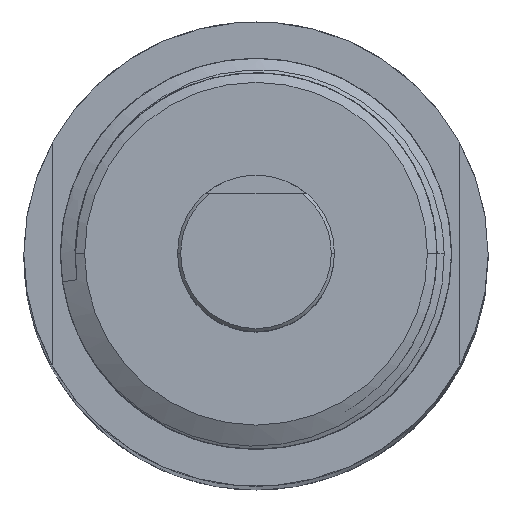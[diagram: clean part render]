
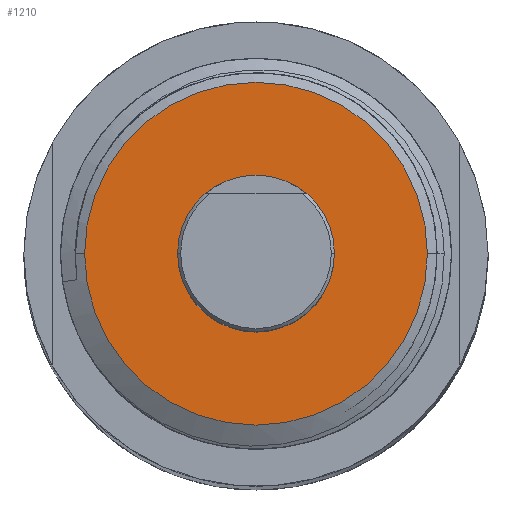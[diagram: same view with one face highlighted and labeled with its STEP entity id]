
A CAD part, top view. The second image highlights one B-rep face of the part: STEP entity #1210.
In plain terms, the highlighted planar face has unit normal (0, 0, 1).
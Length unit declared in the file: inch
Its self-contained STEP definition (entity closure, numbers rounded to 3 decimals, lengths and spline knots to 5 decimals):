
#60 = FACE_BOUND ( 'NONE', #1290, .T. ) ;
#61 = DIRECTION ( 'NONE',  ( -1., 0., 0. ) ) ;
#62 = DIRECTION ( 'NONE',  ( 0., 0., -1. ) ) ;
#63 = CARTESIAN_POINT ( 'NONE',  ( 0., 0., 0.28 ) ) ;
#64 = AXIS2_PLACEMENT_3D ( 'NONE', #63, #62, #61 ) ;
#65 = CIRCLE ( 'NONE', #64, 0.125 ) ;
#66 = FACE_OUTER_BOUND ( 'NONE', #938, .T. ) ;
#96 = DIRECTION ( 'NONE',  ( -1., 0., 0. ) ) ;
#97 = DIRECTION ( 'NONE',  ( 0., 0., -1. ) ) ;
#98 = CARTESIAN_POINT ( 'NONE',  ( 0.3125, 0., 0.28 ) ) ;
#99 = AXIS2_PLACEMENT_3D ( 'NONE', #98, #97, #96 ) ;
#100 = PLANE ( 'NONE',  #99 ) ;
#304 = EDGE_CURVE ( 'NONE', #305, #306, #1233, .T. ) ;
#305 = VERTEX_POINT ( 'NONE', #1225 ) ;
#306 = VERTEX_POINT ( 'NONE', #1224 ) ;
#425 = VERTEX_POINT ( 'NONE', #1413 ) ;
#427 = EDGE_CURVE ( 'NONE', #428, #425, #1412, .T. ) ;
#428 = VERTEX_POINT ( 'NONE', #1407 ) ;
#938 = EDGE_LOOP ( 'NONE', ( #1288, #1289 ) ) ;
#950 = EDGE_CURVE ( 'NONE', #306, #305, #2535, .T. ) ;
#1209 = EDGE_CURVE ( 'NONE', #425, #428, #65, .T. ) ;
#1210 = ADVANCED_FACE ( 'NONE', ( #66, #60 ), #100, .F. ) ;
#1224 = CARTESIAN_POINT ( 'NONE',  ( -0.2732, 0., 0.28 ) ) ;
#1225 = CARTESIAN_POINT ( 'NONE',  ( 0.2732, 0., 0.28 ) ) ;
#1226 = DIRECTION ( 'NONE',  ( -1., 0., 0. ) ) ;
#1227 = DIRECTION ( 'NONE',  ( 0., 0., 1. ) ) ;
#1228 = CARTESIAN_POINT ( 'NONE',  ( 0., 0., 0.28 ) ) ;
#1230 = ORIENTED_EDGE ( 'NONE', *, *, #427, .T. ) ;
#1231 = ORIENTED_EDGE ( 'NONE', *, *, #1209, .T. ) ;
#1232 = AXIS2_PLACEMENT_3D ( 'NONE', #1228, #1227, #1226 ) ;
#1233 = CIRCLE ( 'NONE', #1232, 0.2732 ) ;
#1288 = ORIENTED_EDGE ( 'NONE', *, *, #950, .T. ) ;
#1289 = ORIENTED_EDGE ( 'NONE', *, *, #304, .T. ) ;
#1290 = EDGE_LOOP ( 'NONE', ( #1230, #1231 ) ) ;
#1407 = CARTESIAN_POINT ( 'NONE',  ( -0.125, 0., 0.28 ) ) ;
#1408 = DIRECTION ( 'NONE',  ( -1., 0., 0. ) ) ;
#1409 = DIRECTION ( 'NONE',  ( 0., 0., -1. ) ) ;
#1410 = CARTESIAN_POINT ( 'NONE',  ( 0., 0., 0.28 ) ) ;
#1411 = AXIS2_PLACEMENT_3D ( 'NONE', #1410, #1409, #1408 ) ;
#1412 = CIRCLE ( 'NONE', #1411, 0.125 ) ;
#1413 = CARTESIAN_POINT ( 'NONE',  ( 0.125, 0., 0.28 ) ) ;
#2531 = DIRECTION ( 'NONE',  ( -1., 0., 0. ) ) ;
#2532 = DIRECTION ( 'NONE',  ( 0., 0., 1. ) ) ;
#2533 = CARTESIAN_POINT ( 'NONE',  ( 0., 0., 0.28 ) ) ;
#2534 = AXIS2_PLACEMENT_3D ( 'NONE', #2533, #2532, #2531 ) ;
#2535 = CIRCLE ( 'NONE', #2534, 0.2732 ) ;
